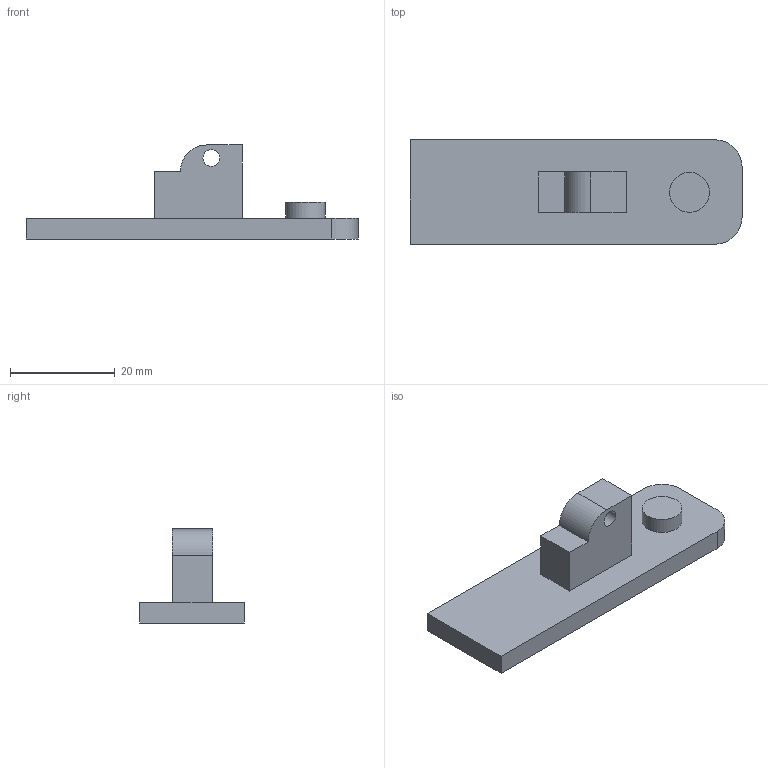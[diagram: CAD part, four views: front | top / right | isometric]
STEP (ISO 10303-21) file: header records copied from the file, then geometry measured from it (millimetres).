
FILE_DESCRIPTION(/* description */ (''),/* implementation_level */ '2;1');
FILE_NAME(/* name */ '5f79568ddaa6601335edd98e',/* time_stamp */ '2020-10-04T04:58:53+00:00',/* author */ (''),/* organization */ (''),/* preprocessor_version */ 'ST-DEVELOPER v16.7',/* originating_system */ $,/* authorisation */ $);
FILE_SCHEMA (('AUTOMOTIVE_DESIGN {1 0 10303 214 3 1 1}'));
Length unit declared in the file: metre
Products named in the file (1): Part 1
Bounding box: 63.5 x 19.94 x 18 mm (x, y, z)
Volume: 6687.4 mm3; surface area: 3905.8 mm2
Topology: 1 solids, 1 shells, 18 faces, 42 edges, 28 vertices
Faces by surface type: plane 13, cylinder 4, bspline 1
Full cylindrical faces by diameter (mm): 3.199 x1, 7.62 x1
Entity records: 588 total; most frequent: CARTESIAN_POINT 144, DIRECTION 82, ORIENTED_EDGE 80, EDGE_CURVE 40, LINE 30, VECTOR 30, VERTEX_POINT 28, AXIS2_PLACEMENT_3D 26
